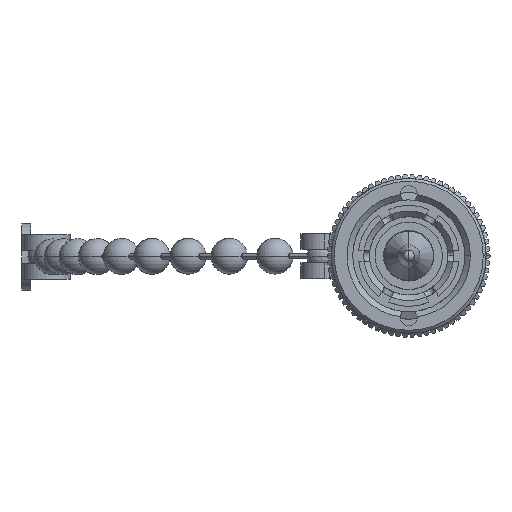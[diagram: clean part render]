
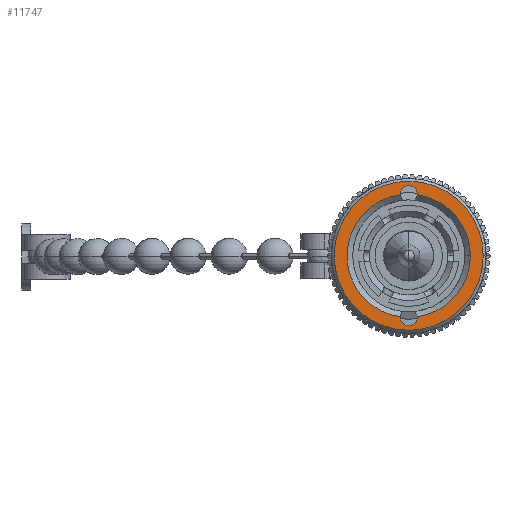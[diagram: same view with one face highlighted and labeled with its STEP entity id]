
A CAD part, top view. The second image highlights one B-rep face of the part: STEP entity #11747.
In plain terms, the highlighted planar face has unit normal (0, 0, 1).
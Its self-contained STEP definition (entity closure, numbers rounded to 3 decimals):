
#842 = DIRECTION ( 'NONE',  ( 1., 0., 0. ) ) ;
#899 = DIRECTION ( 'NONE',  ( 0., 0., -1. ) ) ;
#1231 = DIRECTION ( 'NONE',  ( 0., 0., 1. ) ) ;
#1232 = VERTEX_POINT ( 'NONE', #7912 ) ;
#1305 = DIRECTION ( 'NONE',  ( 1., 0., 0. ) ) ;
#1376 = AXIS2_PLACEMENT_3D ( 'NONE', #12337, #16464, #6263 ) ;
#1859 = AXIS2_PLACEMENT_3D ( 'NONE', #13675, #4804, #10689 ) ;
#1880 = CARTESIAN_POINT ( 'NONE',  ( 0.75, 5.5, 0. ) ) ;
#2102 = VERTEX_POINT ( 'NONE', #12398 ) ;
#2104 = ORIENTED_EDGE ( 'NONE', *, *, #16850, .F. ) ;
#2252 = DIRECTION ( 'NONE',  ( 0., 0., 1. ) ) ;
#2267 = CARTESIAN_POINT ( 'NONE',  ( -0.75, 5.5, 0. ) ) ;
#2526 = CARTESIAN_POINT ( 'NONE',  ( -0.75, -5.5, 0. ) ) ;
#2707 = EDGE_CURVE ( 'NONE', #14539, #17109, #8752, .T. ) ;
#2818 = DIRECTION ( 'NONE',  ( 0., 0., -1. ) ) ;
#2833 = AXIS2_PLACEMENT_3D ( 'NONE', #17359, #2818, #6948 ) ;
#2840 = CARTESIAN_POINT ( 'NONE',  ( 0., 5.5, 0. ) ) ;
#2906 = DIRECTION ( 'NONE',  ( 0., 0., 1. ) ) ;
#2936 = VERTEX_POINT ( 'NONE', #5379 ) ;
#3700 = AXIS2_PLACEMENT_3D ( 'NONE', #15773, #8164, #17015 ) ;
#3991 = ORIENTED_EDGE ( 'NONE', *, *, #10847, .F. ) ;
#4161 = VERTEX_POINT ( 'NONE', #16176 ) ;
#4243 = ORIENTED_EDGE ( 'NONE', *, *, #5682, .T. ) ;
#4366 = EDGE_CURVE ( 'NONE', #6031, #2936, #14765, .T. ) ;
#4439 = VERTEX_POINT ( 'NONE', #2526 ) ;
#4586 = AXIS2_PLACEMENT_3D ( 'NONE', #6922, #6831, #18569 ) ;
#4673 = AXIS2_PLACEMENT_3D ( 'NONE', #15726, #2906, #17448 ) ;
#4804 = DIRECTION ( 'NONE',  ( 0., 0., -1. ) ) ;
#4873 = ORIENTED_EDGE ( 'NONE', *, *, #2707, .F. ) ;
#5123 = DIRECTION ( 'NONE',  ( 0., 0., 1. ) ) ;
#5379 = CARTESIAN_POINT ( 'NONE',  ( 6.65, 0., 0. ) ) ;
#5519 = CARTESIAN_POINT ( 'NONE',  ( 0.75, -5.5, 0. ) ) ;
#5663 = EDGE_CURVE ( 'NONE', #13572, #5925, #17900, .T. ) ;
#5678 = ORIENTED_EDGE ( 'NONE', *, *, #14700, .T. ) ;
#5682 = EDGE_CURVE ( 'NONE', #17595, #5925, #7127, .T. ) ;
#5925 = VERTEX_POINT ( 'NONE', #9630 ) ;
#6031 = VERTEX_POINT ( 'NONE', #17234 ) ;
#6263 = DIRECTION ( 'NONE',  ( 1., 0., 0. ) ) ;
#6524 = ORIENTED_EDGE ( 'NONE', *, *, #13053, .F. ) ;
#6831 = DIRECTION ( 'NONE',  ( 0., 0., 1. ) ) ;
#6922 = CARTESIAN_POINT ( 'NONE',  ( 0., 0., 0. ) ) ;
#6948 = DIRECTION ( 'NONE',  ( 1., 0., 0. ) ) ;
#7091 = CIRCLE ( 'NONE', #1859, 5.5 ) ;
#7127 = CIRCLE ( 'NONE', #2833, 5.5 ) ;
#7372 = AXIS2_PLACEMENT_3D ( 'NONE', #18309, #5123, #11008 ) ;
#7817 = ORIENTED_EDGE ( 'NONE', *, *, #14739, .T. ) ;
#7912 = CARTESIAN_POINT ( 'NONE',  ( 0.748, 5.449, 0. ) ) ;
#8164 = DIRECTION ( 'NONE',  ( 0., 0., 1. ) ) ;
#8328 = CARTESIAN_POINT ( 'NONE',  ( 0., 5.5, 0. ) ) ;
#8605 = AXIS2_PLACEMENT_3D ( 'NONE', #14428, #1231, #842 ) ;
#8752 = CIRCLE ( 'NONE', #1376, 0.75 ) ;
#9305 = ORIENTED_EDGE ( 'NONE', *, *, #4366, .T. ) ;
#9630 = CARTESIAN_POINT ( 'NONE',  ( 0.748, -5.449, 0. ) ) ;
#9842 = AXIS2_PLACEMENT_3D ( 'NONE', #11019, #2252, #16877 ) ;
#10464 = CIRCLE ( 'NONE', #16618, 0.75 ) ;
#10689 = DIRECTION ( 'NONE',  ( 1., 0., 0. ) ) ;
#10731 = EDGE_LOOP ( 'NONE', ( #9305, #7817 ) ) ;
#10768 = CIRCLE ( 'NONE', #12908, 5.5 ) ;
#10836 = CARTESIAN_POINT ( 'NONE',  ( 0., 0., 0. ) ) ;
#10847 = EDGE_CURVE ( 'NONE', #17109, #4161, #17847, .T. ) ;
#11008 = DIRECTION ( 'NONE',  ( 1., 0., 0. ) ) ;
#11019 = CARTESIAN_POINT ( 'NONE',  ( 0., 0., 0. ) ) ;
#11747 = ADVANCED_FACE ( 'NONE', ( #17334, #18765 ), #14165, .T. ) ;
#12002 = AXIS2_PLACEMENT_3D ( 'NONE', #8328, #17468, #16025 ) ;
#12337 = CARTESIAN_POINT ( 'NONE',  ( 0., 5.5, 0. ) ) ;
#12339 = CIRCLE ( 'NONE', #3700, 0.75 ) ;
#12398 = CARTESIAN_POINT ( 'NONE',  ( -0.748, -5.449, 0. ) ) ;
#12908 = AXIS2_PLACEMENT_3D ( 'NONE', #10836, #899, #15442 ) ;
#12952 = EDGE_LOOP ( 'NONE', ( #18854, #17023, #3991, #4873, #6524, #5678, #4243, #18071, #2104 ) ) ;
#13053 = EDGE_CURVE ( 'NONE', #1232, #14539, #10464, .T. ) ;
#13531 = CIRCLE ( 'NONE', #9842, 6.65 ) ;
#13572 = VERTEX_POINT ( 'NONE', #5519 ) ;
#13675 = CARTESIAN_POINT ( 'NONE',  ( 0., 0., 0. ) ) ;
#14165 = PLANE ( 'NONE',  #4586 ) ;
#14428 = CARTESIAN_POINT ( 'NONE',  ( 0., -5.5, 0. ) ) ;
#14539 = VERTEX_POINT ( 'NONE', #1880 ) ;
#14700 = EDGE_CURVE ( 'NONE', #1232, #17595, #10768, .T. ) ;
#14739 = EDGE_CURVE ( 'NONE', #2936, #6031, #13531, .T. ) ;
#14765 = CIRCLE ( 'NONE', #7372, 6.65 ) ;
#15442 = DIRECTION ( 'NONE',  ( 1., 0., 0. ) ) ;
#15516 = EDGE_CURVE ( 'NONE', #2102, #4161, #7091, .T. ) ;
#15726 = CARTESIAN_POINT ( 'NONE',  ( 0., -5.5, 0. ) ) ;
#15747 = DIRECTION ( 'NONE',  ( 0., 0., 1. ) ) ;
#15773 = CARTESIAN_POINT ( 'NONE',  ( 0., -5.5, 0. ) ) ;
#16025 = DIRECTION ( 'NONE',  ( 1., 0., 0. ) ) ;
#16176 = CARTESIAN_POINT ( 'NONE',  ( -0.748, 5.449, 0. ) ) ;
#16464 = DIRECTION ( 'NONE',  ( 0., 0., 1. ) ) ;
#16603 = CIRCLE ( 'NONE', #8605, 0.75 ) ;
#16618 = AXIS2_PLACEMENT_3D ( 'NONE', #2840, #15747, #1305 ) ;
#16850 = EDGE_CURVE ( 'NONE', #4439, #13572, #16603, .T. ) ;
#16877 = DIRECTION ( 'NONE',  ( 1., 0., 0. ) ) ;
#17015 = DIRECTION ( 'NONE',  ( 1., 0., 0. ) ) ;
#17023 = ORIENTED_EDGE ( 'NONE', *, *, #15516, .T. ) ;
#17064 = CARTESIAN_POINT ( 'NONE',  ( 5.5, 0., 0. ) ) ;
#17109 = VERTEX_POINT ( 'NONE', #2267 ) ;
#17234 = CARTESIAN_POINT ( 'NONE',  ( -6.65, 0., 0. ) ) ;
#17334 = FACE_BOUND ( 'NONE', #12952, .T. ) ;
#17359 = CARTESIAN_POINT ( 'NONE',  ( 0., 0., 0. ) ) ;
#17448 = DIRECTION ( 'NONE',  ( 1., 0., 0. ) ) ;
#17468 = DIRECTION ( 'NONE',  ( 0., 0., 1. ) ) ;
#17595 = VERTEX_POINT ( 'NONE', #17064 ) ;
#17847 = CIRCLE ( 'NONE', #12002, 0.75 ) ;
#17900 = CIRCLE ( 'NONE', #4673, 0.75 ) ;
#18004 = EDGE_CURVE ( 'NONE', #2102, #4439, #12339, .T. ) ;
#18071 = ORIENTED_EDGE ( 'NONE', *, *, #5663, .F. ) ;
#18309 = CARTESIAN_POINT ( 'NONE',  ( 0., 0., 0. ) ) ;
#18569 = DIRECTION ( 'NONE',  ( 1., 0., 0. ) ) ;
#18765 = FACE_OUTER_BOUND ( 'NONE', #10731, .T. ) ;
#18854 = ORIENTED_EDGE ( 'NONE', *, *, #18004, .F. ) ;
